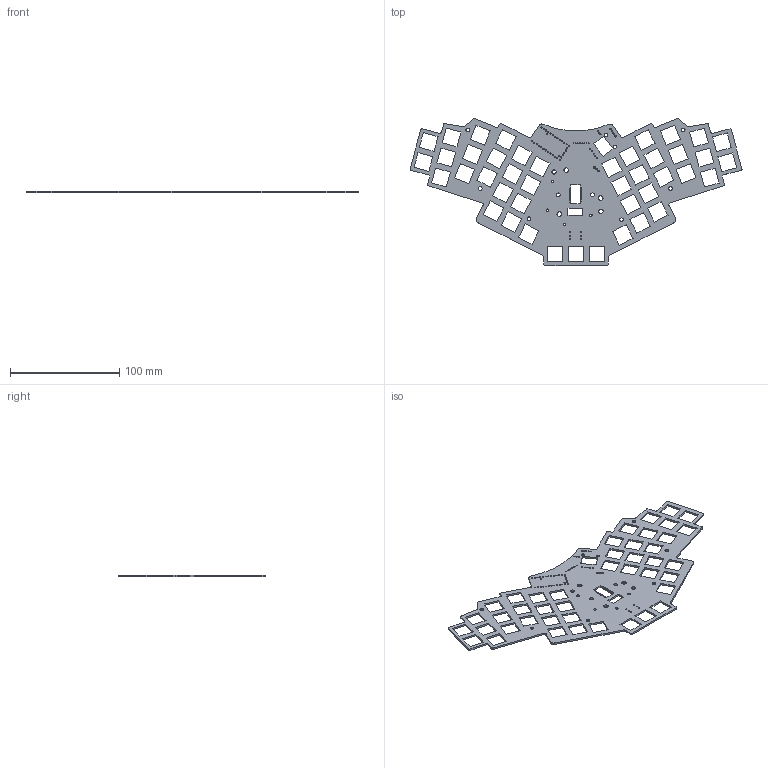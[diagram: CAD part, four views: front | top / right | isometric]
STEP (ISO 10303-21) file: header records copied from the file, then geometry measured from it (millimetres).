
FILE_DESCRIPTION(('KiCad electronic assembly'),'2;1');
FILE_NAME('Batreeq36 - Plate.step','2023-01-07T11:58:34',('Pcbnew'),( 'Kicad'),'Open CASCADE STEP processor 7.6','KiCad to STEP converter' ,'Unknown');
FILE_SCHEMA(('AUTOMOTIVE_DESIGN { 1 0 10303 214 1 1 1 1 }'));
Length unit declared in the file: millimetre
Products named in the file (2): Batreeq36 - Plate 1; Batreeq36 - Plate PCB
Assembly tree (1 placements, depth 2):
  Batreeq36 - Plate 1
    Batreeq36 - Plate PCB
Bounding box: 304.41 x 134.96 x 1.6 mm (x, y, z)
Volume: 27509.2 mm3; surface area: 40498.8 mm2
Topology: 1 solids, 1 shells, 354 faces, 1056 edges, 704 vertices
Faces by surface type: plane 221, cylinder 133
Full cylindrical faces by diameter (mm): 0.7 x16, 0.75 x8, 0.9 x3, 1 x7, 1.092 x36, 1.2 x4, 1.5 x5, 2.4 x4, 3 x2, 3.417 x8, 4.2 x3
Entity records: 27055 total; most frequent: CARTESIAN_POINT 5824, DIRECTION 3880, LINE 2636, VECTOR 2636, ORIENTED_EDGE 2112, PCURVE 2112, DEFINITIONAL_REPRESENTATION 2112, EDGE_CURVE 1056
